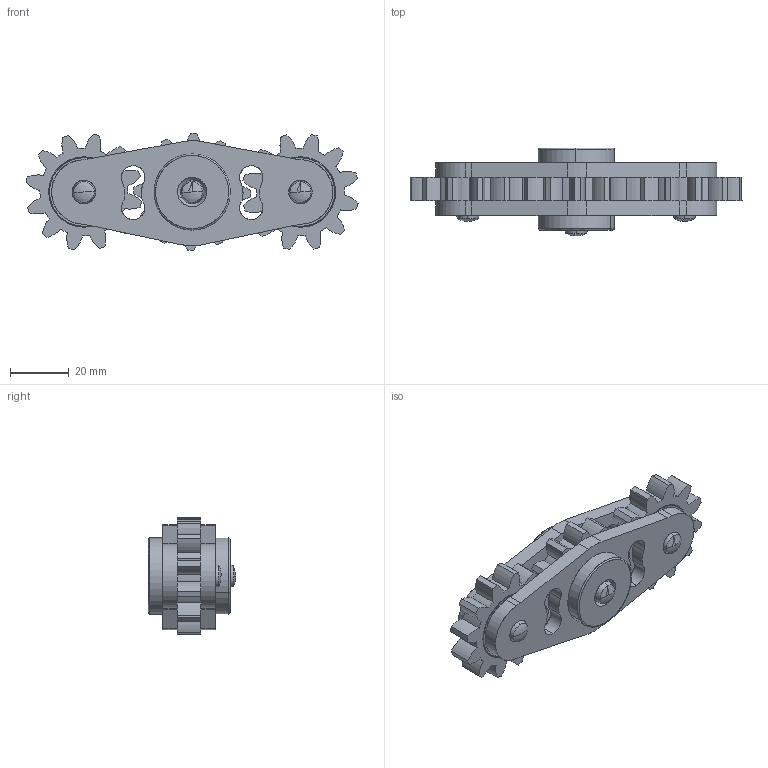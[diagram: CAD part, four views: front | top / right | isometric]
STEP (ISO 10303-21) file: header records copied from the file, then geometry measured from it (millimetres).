
FILE_DESCRIPTION(('FreeCAD Model'),'2;1');
FILE_NAME('Open CASCADE Shape Model','2025-05-03T18:20:57',('FreeCAD'),( 'FreeCAD'),'Open CASCADE STEP processor 7.6','FreeCAD','Unknown');
FILE_SCHEMA(('AUTOMOTIVE_DESIGN { 1 0 10303 214 1 1 1 1 }'));
Products named in the file (1): Open CASCADE STEP translator 7.6 1
Bounding box: 113.43 x 30 x 40.04 mm (x, y, z)
Surface area: 32121.9 mm2 (no closed solid volume)
Topology: 0 solids, 460 shells, 460 faces, 5591 edges, 5497 vertices
Faces by surface type: revolution 302, bspline 158
Entity records: 54767 total; most frequent: CARTESIAN_POINT 24173, ORIENTED_EDGE 5557, EDGE_CURVE 5557, VERTEX_POINT 5557, B_SPLINE_CURVE_WITH_KNOTS 3626, DIRECTION 3246, LINE 1038, VECTOR 1038
